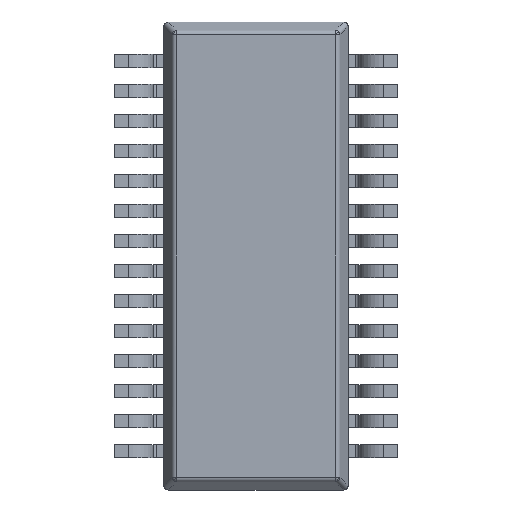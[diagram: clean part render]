
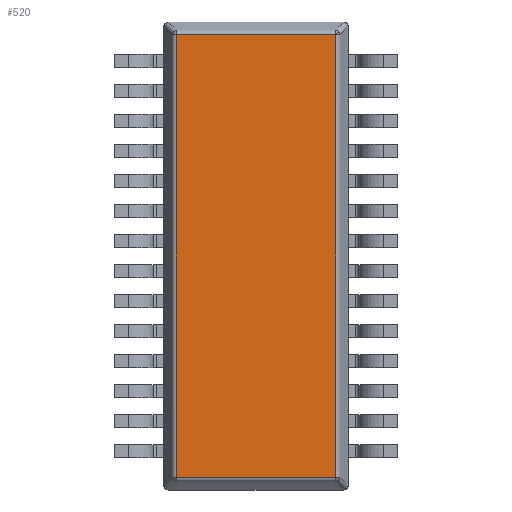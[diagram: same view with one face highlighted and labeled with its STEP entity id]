
A CAD part, front view. The second image highlights one B-rep face of the part: STEP entity #520.
In plain terms, the highlighted planar face has unit normal (0, -1, 0).
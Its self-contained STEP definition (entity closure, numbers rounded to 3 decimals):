
#75 = FACE_OUTER_BOUND ( 'NONE', #4779, .T. ) ;
#207 = VERTEX_POINT ( 'NONE', #1661 ) ;
#321 = DIRECTION ( 'NONE',  ( -1., 0., 0. ) ) ;
#520 = ADVANCED_FACE ( 'NONE', ( #75 ), #846, .T. ) ;
#577 = CARTESIAN_POINT ( 'NONE',  ( -1.95, -0.75, -4.682 ) ) ;
#823 = VERTEX_POINT ( 'NONE', #2349 ) ;
#846 = PLANE ( 'NONE',  #4113 ) ;
#982 = LINE ( 'NONE', #1040, #1346 ) ;
#1040 = CARTESIAN_POINT ( 'NONE',  ( 1.682, -0.75, -4.95 ) ) ;
#1169 = CARTESIAN_POINT ( 'NONE',  ( 1.682, -0.75, 4.682 ) ) ;
#1276 = CARTESIAN_POINT ( 'NONE',  ( -1.95, -0.75, -4.95 ) ) ;
#1290 = ORIENTED_EDGE ( 'NONE', *, *, #2792, .T. ) ;
#1346 = VECTOR ( 'NONE', #4056, 1000. ) ;
#1360 = CARTESIAN_POINT ( 'NONE',  ( -1.682, -0.75, -4.95 ) ) ;
#1609 = EDGE_CURVE ( 'NONE', #1677, #207, #2154, .T. ) ;
#1661 = CARTESIAN_POINT ( 'NONE',  ( -1.682, -0.75, 4.682 ) ) ;
#1677 = VERTEX_POINT ( 'NONE', #1169 ) ;
#2154 = LINE ( 'NONE', #4035, #3722 ) ;
#2218 = VECTOR ( 'NONE', #3968, 1000. ) ;
#2304 = EDGE_CURVE ( 'NONE', #207, #2470, #4095, .T. ) ;
#2349 = CARTESIAN_POINT ( 'NONE',  ( 1.682, -0.75, -4.682 ) ) ;
#2394 = DIRECTION ( 'NONE',  ( 0., 0., -1. ) ) ;
#2431 = LINE ( 'NONE', #577, #2218 ) ;
#2470 = VERTEX_POINT ( 'NONE', #4379 ) ;
#2792 = EDGE_CURVE ( 'NONE', #823, #1677, #982, .T. ) ;
#2885 = DIRECTION ( 'NONE',  ( 0., 0., -1. ) ) ;
#2935 = ORIENTED_EDGE ( 'NONE', *, *, #3488, .T. ) ;
#3079 = ORIENTED_EDGE ( 'NONE', *, *, #1609, .T. ) ;
#3488 = EDGE_CURVE ( 'NONE', #2470, #823, #2431, .T. ) ;
#3722 = VECTOR ( 'NONE', #321, 1000. ) ;
#3968 = DIRECTION ( 'NONE',  ( 1., 0., 0. ) ) ;
#4035 = CARTESIAN_POINT ( 'NONE',  ( -1.95, -0.75, 4.682 ) ) ;
#4056 = DIRECTION ( 'NONE',  ( 0., 0., 1. ) ) ;
#4095 = LINE ( 'NONE', #1360, #4205 ) ;
#4113 = AXIS2_PLACEMENT_3D ( 'NONE', #1276, #4256, #2394 ) ;
#4205 = VECTOR ( 'NONE', #2885, 1000. ) ;
#4256 = DIRECTION ( 'NONE',  ( 0., -1., 0. ) ) ;
#4379 = CARTESIAN_POINT ( 'NONE',  ( -1.682, -0.75, -4.682 ) ) ;
#4779 = EDGE_LOOP ( 'NONE', ( #4882, #2935, #1290, #3079 ) ) ;
#4882 = ORIENTED_EDGE ( 'NONE', *, *, #2304, .T. ) ;
